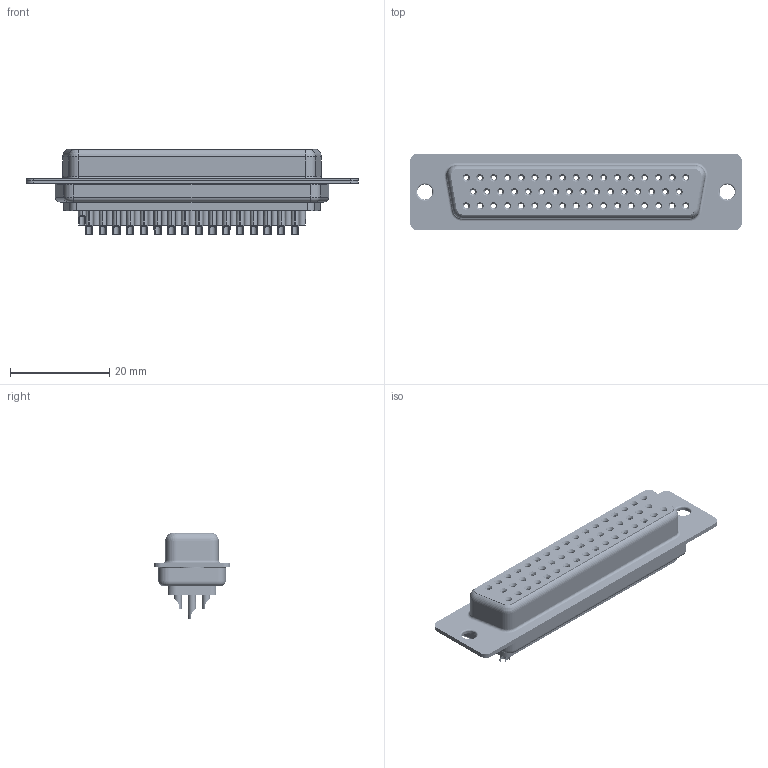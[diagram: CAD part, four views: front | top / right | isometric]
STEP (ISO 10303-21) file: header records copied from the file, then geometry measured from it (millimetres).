
FILE_DESCRIPTION (( 'STEP AP203' ), '1' );
FILE_NAME ('628-050-222-541.STEP', '2018-10-20T07:44:37', ( '' ), ( '' ), 'SwSTEP 2.0', 'SolidWorks 2016', '' );
FILE_SCHEMA (( 'CONFIG_CONTROL_DESIGN' ));
Length unit declared in the file: millimetre
Products named in the file (8): 628 Shell Front_50 Contacts; 628 Shell Rear_50 Contacts; 628 Contact Row 1_22L; 628 Contact Row 2_22M; 628 Contact Row 3_22L; 628 Thru Hole Rivet; 628-050-222-541; 628 Housing_50 LP
Assembly tree (39 placements, depth 2):
  628-050-222-541
    628 Housing_50 LP
    628 Shell Front_50 Contacts
    628 Shell Rear_50 Contacts
    628 Contact Row 1_22L  x17
    628 Contact Row 2_22M  x16
    628 Contact Row 3_22L
    628 Thru Hole Rivet  x2
Bounding box: 67 x 15.4 x 17.35 mm (x, y, z)
Volume: 6556.1 mm3; surface area: 13980.6 mm2
Topology: 39 solids, 39 shells, 3487 faces, 8735 edges, 5487 vertices
Faces by surface type: cylinder 1099, plane 829, bspline 680, torus 677, cone 202
Entity records: 36110 total; most frequent: CARTESIAN_POINT 8388, DIRECTION 5848, ORIENTED_EDGE 5114, EDGE_CURVE 2557, AXIS2_PLACEMENT_3D 2474, VERTEX_POINT 1619, EDGE_LOOP 1384, CIRCLE 1381
